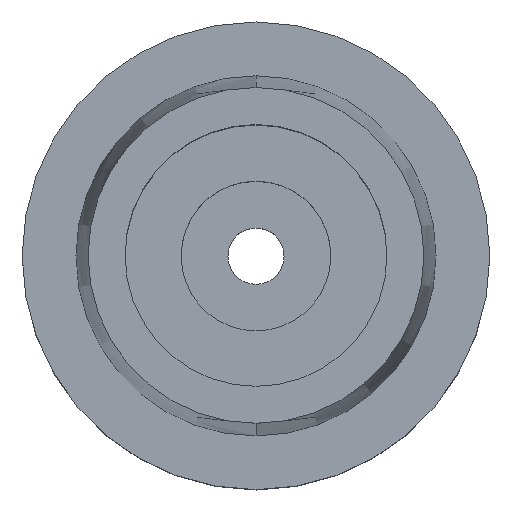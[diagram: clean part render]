
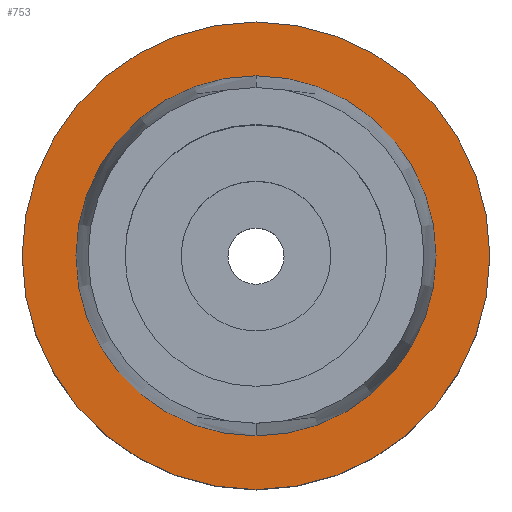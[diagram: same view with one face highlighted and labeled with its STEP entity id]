
A CAD part, top view. The second image highlights one B-rep face of the part: STEP entity #753.
In plain terms, the highlighted planar face has unit normal (0, 0, 1).
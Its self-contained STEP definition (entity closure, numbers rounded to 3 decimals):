
#82 = EDGE_LOOP ( 'NONE', ( #1191, #539 ) ) ;
#87 = VERTEX_POINT ( 'NONE', #1754 ) ;
#136 = CARTESIAN_POINT ( 'NONE',  ( 0., 0., 0. ) ) ;
#193 = FACE_BOUND ( 'NONE', #82, .T. ) ;
#203 = DIRECTION ( 'NONE',  ( 0., 0., 1. ) ) ;
#232 = EDGE_CURVE ( 'NONE', #2266, #87, #2103, .T. ) ;
#255 = EDGE_CURVE ( 'NONE', #87, #2266, #363, .T. ) ;
#337 = EDGE_CURVE ( 'NONE', #2570, #2457, #2323, .T. ) ;
#351 = CARTESIAN_POINT ( 'NONE',  ( 0., 0., 0. ) ) ;
#363 = CIRCLE ( 'NONE', #1847, 12.5 ) ;
#450 = AXIS2_PLACEMENT_3D ( 'NONE', #1662, #203, #1275 ) ;
#539 = ORIENTED_EDGE ( 'NONE', *, *, #986, .F. ) ;
#570 = CARTESIAN_POINT ( 'NONE',  ( 0., 0., 0. ) ) ;
#753 = ADVANCED_FACE ( 'NONE', ( #2456, #193 ), #1166, .T. ) ;
#756 = CARTESIAN_POINT ( 'NONE',  ( 0., -9.625, 0. ) ) ;
#802 = DIRECTION ( 'NONE',  ( 0., 0., -1. ) ) ;
#838 = AXIS2_PLACEMENT_3D ( 'NONE', #570, #1406, #2009 ) ;
#920 = AXIS2_PLACEMENT_3D ( 'NONE', #351, #802, #960 ) ;
#960 = DIRECTION ( 'NONE',  ( 0., 1., 0. ) ) ;
#986 = EDGE_CURVE ( 'NONE', #2457, #2570, #1017, .T. ) ;
#1017 = CIRCLE ( 'NONE', #450, 9.625 ) ;
#1166 = PLANE ( 'NONE',  #838 ) ;
#1191 = ORIENTED_EDGE ( 'NONE', *, *, #337, .F. ) ;
#1275 = DIRECTION ( 'NONE',  ( 0., -1., 0. ) ) ;
#1406 = DIRECTION ( 'NONE',  ( 0., 0., 1. ) ) ;
#1590 = CARTESIAN_POINT ( 'NONE',  ( 0., 9.625, 0. ) ) ;
#1605 = DIRECTION ( 'NONE',  ( 0., 1., 0. ) ) ;
#1662 = CARTESIAN_POINT ( 'NONE',  ( 0., 0., 0. ) ) ;
#1706 = CARTESIAN_POINT ( 'NONE',  ( 0., 12.5, 0. ) ) ;
#1754 = CARTESIAN_POINT ( 'NONE',  ( 0., -12.5, 0. ) ) ;
#1827 = DIRECTION ( 'NONE',  ( 0., 0., 1. ) ) ;
#1840 = EDGE_LOOP ( 'NONE', ( #2189, #2285 ) ) ;
#1843 = DIRECTION ( 'NONE',  ( 0., -1., 0. ) ) ;
#1847 = AXIS2_PLACEMENT_3D ( 'NONE', #2274, #2025, #1843 ) ;
#2009 = DIRECTION ( 'NONE',  ( 1., 0., 0. ) ) ;
#2025 = DIRECTION ( 'NONE',  ( 0., 0., -1. ) ) ;
#2103 = CIRCLE ( 'NONE', #920, 12.5 ) ;
#2189 = ORIENTED_EDGE ( 'NONE', *, *, #232, .F. ) ;
#2266 = VERTEX_POINT ( 'NONE', #1706 ) ;
#2274 = CARTESIAN_POINT ( 'NONE',  ( 0., 0., 0. ) ) ;
#2285 = ORIENTED_EDGE ( 'NONE', *, *, #255, .F. ) ;
#2323 = CIRCLE ( 'NONE', #2371, 9.625 ) ;
#2371 = AXIS2_PLACEMENT_3D ( 'NONE', #136, #1827, #1605 ) ;
#2456 = FACE_OUTER_BOUND ( 'NONE', #1840, .T. ) ;
#2457 = VERTEX_POINT ( 'NONE', #756 ) ;
#2570 = VERTEX_POINT ( 'NONE', #1590 ) ;
